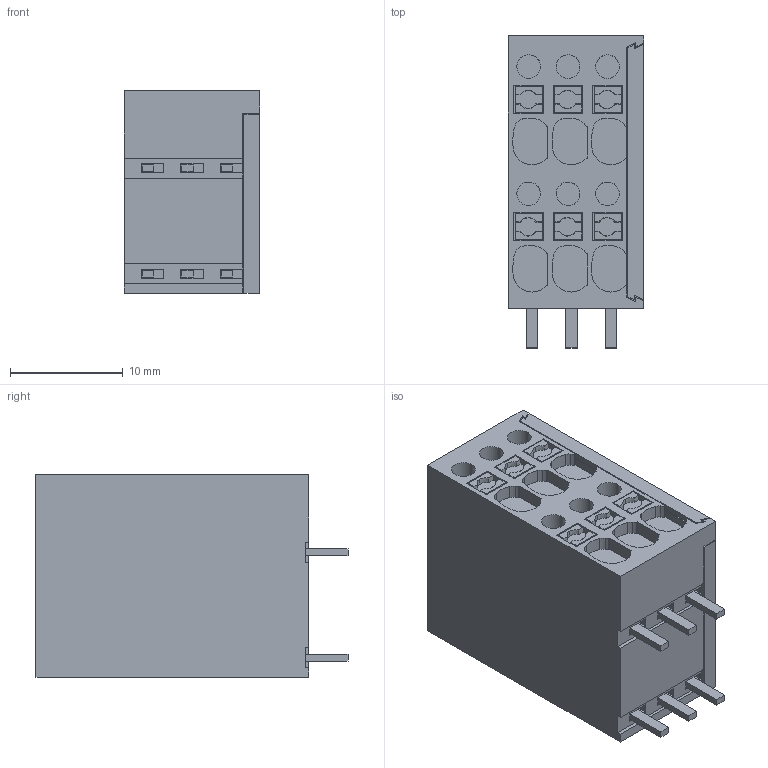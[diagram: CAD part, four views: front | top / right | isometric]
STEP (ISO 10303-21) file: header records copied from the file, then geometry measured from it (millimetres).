
FILE_DESCRIPTION(('CATIA V5R24 STEP','CAx-IF Rec.Pracs.--- Model Styling and Organization---1.2---2011-12-15'),'2;1');
FILE_NAME ('D1461283_0_2000950000_2000950000.stp','2017-04-11T08:39:43+00:00',('none'),('Weidmueller'),'CATIA Version 5-6 Release 2014 SP4 HF52','CATIA V5 STEP AP214','none');
FILE_SCHEMA(('AUTOMOTIVE_DESIGN { 1 0 10303 214 1 1 1 1 }'));
Length unit declared in the file: millimetre
Products named in the file (1): 2000950000_S
Bounding box: 12 x 27.7 x 18 mm (x, y, z)
Volume: 5070.9 mm3; surface area: 2620.7 mm2
Topology: 13 solids, 13 shells, 332 faces, 862 edges, 572 vertices
Faces by surface type: plane 260, cylinder 48, cone 24
Entity records: 10266 total; most frequent: CARTESIAN_POINT 2239, ORIENTED_EDGE 1724, DIRECTION 1346, EDGE_CURVE 862, VECTOR 694, LINE 694, VERTEX_POINT 572, AXIS2_PLACEMENT_3D 379
